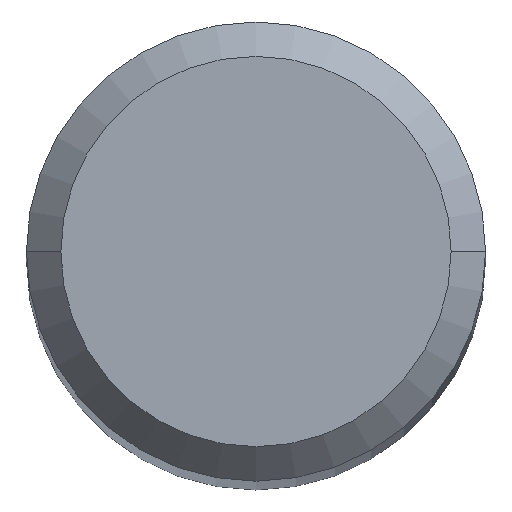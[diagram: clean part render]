
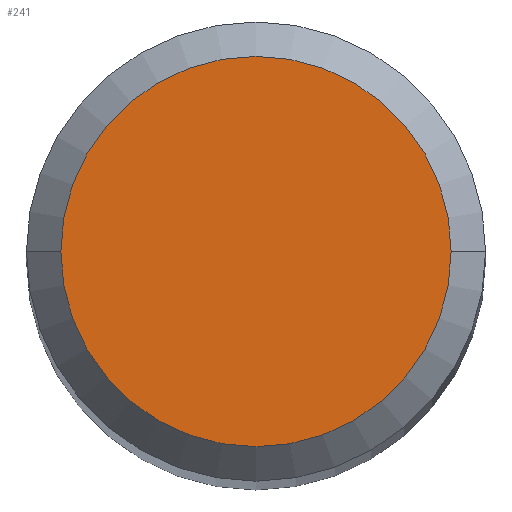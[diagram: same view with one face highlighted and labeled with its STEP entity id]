
A CAD part, top view. The second image highlights one B-rep face of the part: STEP entity #241.
In plain terms, the highlighted planar face has unit normal (0, 0, 1).
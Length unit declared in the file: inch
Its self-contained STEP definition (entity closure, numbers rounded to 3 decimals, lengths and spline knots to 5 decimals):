
#39 = AXIS2_PLACEMENT_3D ( 'NONE', #452, #339, #489 ) ;
#85 = DIRECTION ( 'NONE',  ( 0., 0., 1. ) ) ;
#129 = VERTEX_POINT ( 'NONE', #412 ) ;
#144 = CIRCLE ( 'NONE', #389, 0.05312 ) ;
#148 = DIRECTION ( 'NONE',  ( 0., 0., 1. ) ) ;
#155 = DIRECTION ( 'NONE',  ( 1., 0., 0. ) ) ;
#165 = ORIENTED_EDGE ( 'NONE', *, *, #306, .T. ) ;
#191 = PLANE ( 'NONE',  #39 ) ;
#238 = EDGE_CURVE ( 'NONE', #484, #129, #144, .T. ) ;
#241 = ADVANCED_FACE ( 'NONE', ( #448 ), #191, .F. ) ;
#245 = AXIS2_PLACEMENT_3D ( 'NONE', #271, #85, #155 ) ;
#247 = ORIENTED_EDGE ( 'NONE', *, *, #238, .T. ) ;
#270 = CIRCLE ( 'NONE', #245, 0.05312 ) ;
#271 = CARTESIAN_POINT ( 'NONE',  ( 0., 0., 0. ) ) ;
#287 = EDGE_LOOP ( 'NONE', ( #165, #247 ) ) ;
#300 = DIRECTION ( 'NONE',  ( 1., 0., 0. ) ) ;
#306 = EDGE_CURVE ( 'NONE', #129, #484, #270, .T. ) ;
#339 = DIRECTION ( 'NONE',  ( 0., 0., -1. ) ) ;
#389 = AXIS2_PLACEMENT_3D ( 'NONE', #488, #148, #300 ) ;
#412 = CARTESIAN_POINT ( 'NONE',  ( -0.05312, 0., 0. ) ) ;
#446 = CARTESIAN_POINT ( 'NONE',  ( 0.05312, 0., 0. ) ) ;
#448 = FACE_OUTER_BOUND ( 'NONE', #287, .T. ) ;
#452 = CARTESIAN_POINT ( 'NONE',  ( 0., 0., 0. ) ) ;
#484 = VERTEX_POINT ( 'NONE', #446 ) ;
#488 = CARTESIAN_POINT ( 'NONE',  ( 0., 0., 0. ) ) ;
#489 = DIRECTION ( 'NONE',  ( -1., 0., 0. ) ) ;
